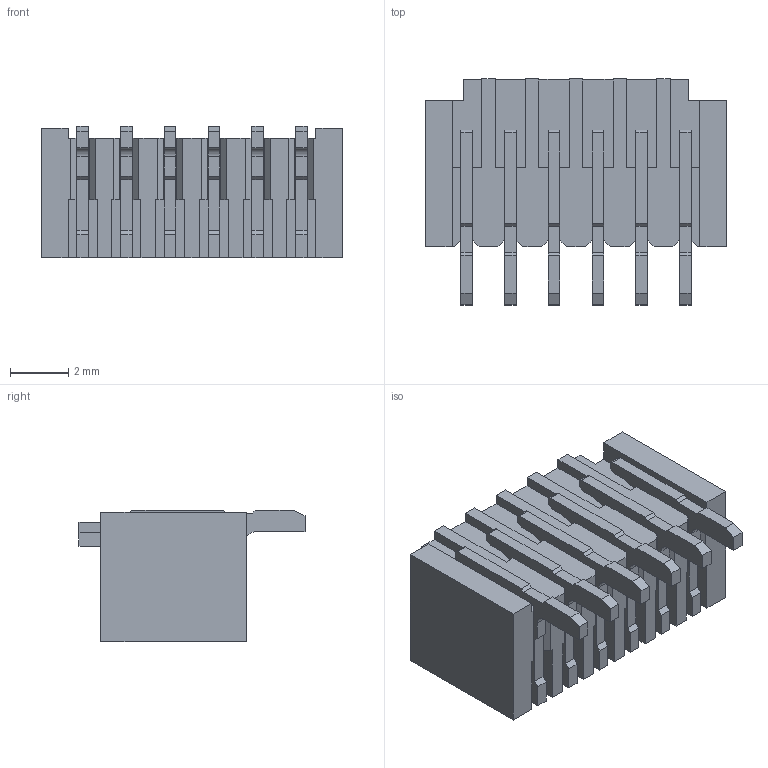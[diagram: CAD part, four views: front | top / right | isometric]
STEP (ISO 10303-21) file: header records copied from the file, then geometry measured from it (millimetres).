
FILE_DESCRIPTION((''),'2;1');
FILE_NAME('874380643','2014-03-25T',('me'),(''),'PRO/ENGINEER BY PARAMETRIC TECHNOLOGY CORPORATION, 2011490','PRO/ENGINEER BY PARAMETRIC TECHNOLOGY CORPORATION, 2011490','');
FILE_SCHEMA(('CONFIG_CONTROL_DESIGN'));
Length unit declared in the file: millimetre
Products named in the file (1): 874380643
Bounding box: 10.3 x 7.75 x 4.52 mm (x, y, z)
Volume: 123.3 mm3; surface area: 477.2 mm2
Topology: 1 solids, 1 shells, 317 faces, 987 edges, 672 vertices
Faces by surface type: plane 305, cylinder 12
Entity records: 10760 total; most frequent: CARTESIAN_POINT 1929, ORIENTED_EDGE 1878, DIRECTION 1647, VECTOR 963, LINE 963, EDGE_CURVE 939, VERTEX_POINT 624, AXIS2_PLACEMENT_3D 342
